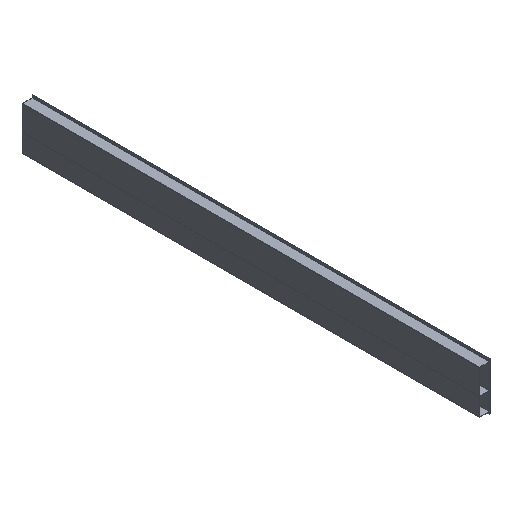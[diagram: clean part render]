
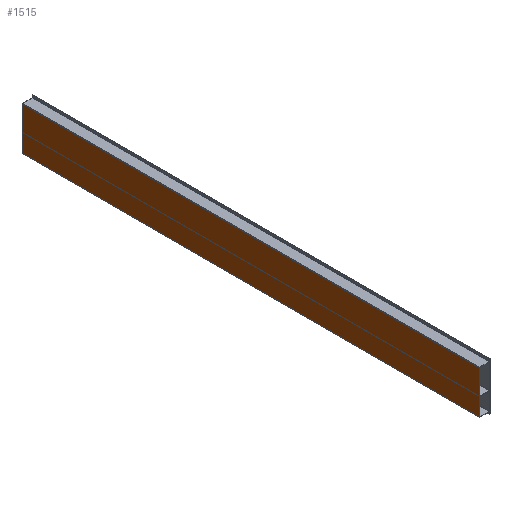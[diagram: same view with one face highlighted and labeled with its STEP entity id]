
A CAD part, isometric view. The second image highlights one B-rep face of the part: STEP entity #1515.
In plain terms, the highlighted face is planar.
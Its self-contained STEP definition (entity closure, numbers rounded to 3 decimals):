
#123 = ORIENTED_EDGE ( 'NONE', *, *, #1890, .F. ) ;
#247 = CARTESIAN_POINT ( 'NONE',  ( 93., 46., 1000. ) ) ;
#279 = EDGE_CURVE ( 'NONE', #1521, #1733, #1494, .T. ) ;
#355 = EDGE_CURVE ( 'NONE', #974, #1733, #1485, .T. ) ;
#408 = CARTESIAN_POINT ( 'NONE',  ( 93., 46., 1000. ) ) ;
#517 = LINE ( 'NONE', #1143, #1771 ) ;
#520 = DIRECTION ( 'NONE',  ( 0., 1., 0. ) ) ;
#529 = PLANE ( 'NONE',  #1901 ) ;
#540 = ORIENTED_EDGE ( 'NONE', *, *, #279, .T. ) ;
#637 = CARTESIAN_POINT ( 'NONE',  ( 95., 46., 1000. ) ) ;
#727 = CARTESIAN_POINT ( 'NONE',  ( -93., 46., 1000. ) ) ;
#869 = FACE_OUTER_BOUND ( 'NONE', #1783, .T. ) ;
#974 = VERTEX_POINT ( 'NONE', #1576 ) ;
#1010 = DIRECTION ( 'NONE',  ( 0., 0., -1. ) ) ;
#1030 = ORIENTED_EDGE ( 'NONE', *, *, #1889, .T. ) ;
#1143 = CARTESIAN_POINT ( 'NONE',  ( -93., 46., 1000. ) ) ;
#1164 = CARTESIAN_POINT ( 'NONE',  ( -95., 46., -1000. ) ) ;
#1230 = CARTESIAN_POINT ( 'NONE',  ( 93., 46., -1000. ) ) ;
#1261 = DIRECTION ( 'NONE',  ( 0., 0., -1. ) ) ;
#1299 = DIRECTION ( 'NONE',  ( 1., 0., 0. ) ) ;
#1312 = VECTOR ( 'NONE', #1010, 1000. ) ;
#1476 = DIRECTION ( 'NONE',  ( 1., 0., 0. ) ) ;
#1485 = LINE ( 'NONE', #1164, #1575 ) ;
#1494 = LINE ( 'NONE', #408, #1312 ) ;
#1515 = ADVANCED_FACE ( 'NONE', ( #869 ), #529, .T. ) ;
#1521 = VERTEX_POINT ( 'NONE', #247 ) ;
#1575 = VECTOR ( 'NONE', #1476, 1000. ) ;
#1576 = CARTESIAN_POINT ( 'NONE',  ( -93., 46., -1000. ) ) ;
#1627 = LINE ( 'NONE', #637, #1662 ) ;
#1642 = VERTEX_POINT ( 'NONE', #727 ) ;
#1662 = VECTOR ( 'NONE', #1299, 1000. ) ;
#1733 = VERTEX_POINT ( 'NONE', #1230 ) ;
#1759 = ORIENTED_EDGE ( 'NONE', *, *, #355, .F. ) ;
#1771 = VECTOR ( 'NONE', #1261, 1000. ) ;
#1783 = EDGE_LOOP ( 'NONE', ( #1759, #123, #1030, #540 ) ) ;
#1785 = CARTESIAN_POINT ( 'NONE',  ( -95., 46., 1000. ) ) ;
#1889 = EDGE_CURVE ( 'NONE', #1642, #1521, #1627, .T. ) ;
#1890 = EDGE_CURVE ( 'NONE', #1642, #974, #517, .T. ) ;
#1901 = AXIS2_PLACEMENT_3D ( 'NONE', #1785, #520, #1929 ) ;
#1929 = DIRECTION ( 'NONE',  ( 0., 0., 1. ) ) ;
